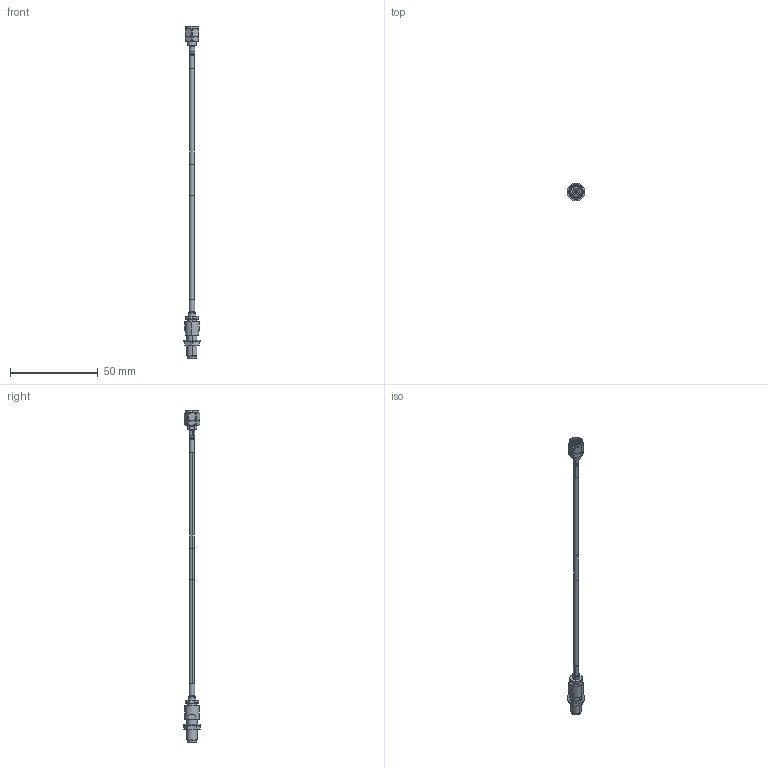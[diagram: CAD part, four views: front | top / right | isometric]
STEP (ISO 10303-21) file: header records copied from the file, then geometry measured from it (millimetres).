
FILE_DESCRIPTION (( 'STEP AP214' ), '1' );
FILE_NAME ('FMCA100350_3D.step', '2025-11-11T18:12:54', ( '' ), ( '' ), 'SwSTEP 2.0', 'SolidWorks 2025', '' );
FILE_SCHEMA (( 'AUTOMOTIVE_DESIGN' ));
Length unit declared in the file: inch
Products named in the file (10): FMCA100350_3D; Copy of HEAT SHRINK 2^FMCA100350; Copy of HEAT SHRINK^FMCA100350; upload_pc35-8205s-0085(2)^Copy of PE517796_FMCA100350; PE45413; Copy of PE517796^FMCA100350; PC35-8205S-0085^upload_pc35-8205s-0085(2)_Copy of PE517796_FMCA100350; PE-SR405FLJ_WITH LABEL; SMA8500S-4^upload_pc35-8205s-0085(2)_Copy of PE517796_FMCA100350; SMA8500S-5^upload_pc35-8205s-0085(2)_Copy of PE517796_FMCA100350
Assembly tree (9 placements, depth 4):
  FMCA100350_3D
    PE-SR405FLJ_WITH LABEL
    PE45413
    Copy of PE517796^FMCA100350
      upload_pc35-8205s-0085(2)^Copy of PE517796_FMCA100350
        PC35-8205S-0085^upload_pc35-8205s-0085(2)_Copy of PE517796_FMCA100350
        SMA8500S-4^upload_pc35-8205s-0085(2)_Copy of PE517796_FMCA100350
        SMA8500S-5^upload_pc35-8205s-0085(2)_Copy of PE517796_FMCA100350
    Copy of HEAT SHRINK 2^FMCA100350
    Copy of HEAT SHRINK^FMCA100350
Bounding box: 10.2 x 10.2 x 189.61 mm (x, y, z)
Volume: 2196 mm3; surface area: 3461.8 mm2
Topology: 9 solids, 9 shells, 296 faces, 706 edges, 447 vertices
Faces by surface type: cylinder 132, plane 87, cone 40, torus 18, sphere 16, bspline 3
Entity records: 10903 total; most frequent: CARTESIAN_POINT 3554, DIRECTION 1582, ORIENTED_EDGE 1412, EDGE_CURVE 706, AXIS2_PLACEMENT_3D 657, VERTEX_POINT 447, CIRCLE 350, EDGE_LOOP 335
